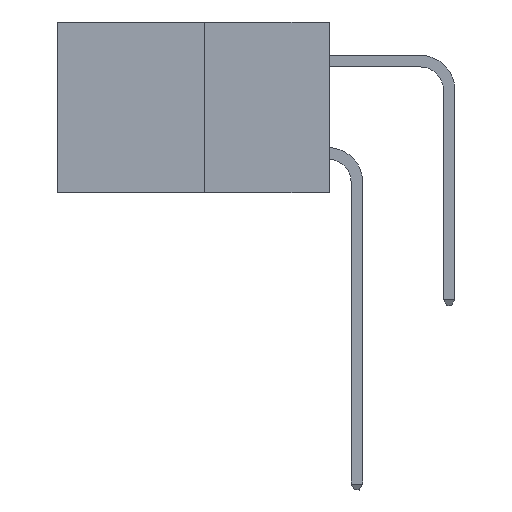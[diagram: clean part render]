
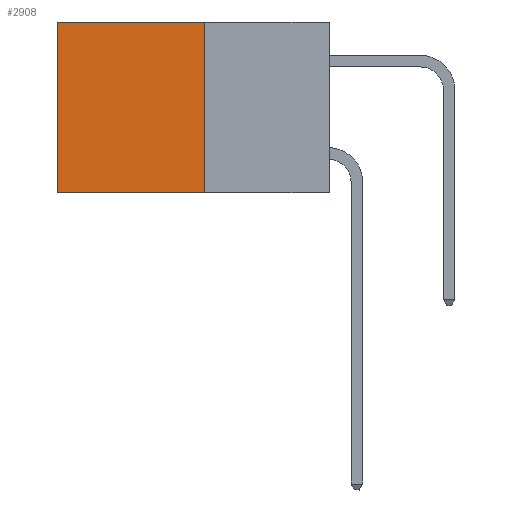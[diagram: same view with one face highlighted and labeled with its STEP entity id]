
A CAD part, left-side view. The second image highlights one B-rep face of the part: STEP entity #2908.
In plain terms, the highlighted planar face has unit normal (-1, 0, 0).
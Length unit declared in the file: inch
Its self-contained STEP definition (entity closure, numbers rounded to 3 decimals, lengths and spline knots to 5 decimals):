
#332 = DIRECTION ( 'NONE',  ( 1., 0., 0. ) ) ;
#1329 = CARTESIAN_POINT ( 'NONE',  ( 0.277, 0.27, -0.37 ) ) ;
#1661 = LINE ( 'NONE', #1329, #8231 ) ;
#1734 = LINE ( 'NONE', #11037, #13176 ) ;
#2259 = PLANE ( 'NONE',  #16019 ) ;
#2880 = ORIENTED_EDGE ( 'NONE', *, *, #18488, .F. ) ;
#2908 = ADVANCED_FACE ( 'NONE', ( #4110 ), #2259, .F. ) ;
#3066 = EDGE_CURVE ( 'NONE', #5237, #10662, #1734, .T. ) ;
#3316 = DIRECTION ( 'NONE',  ( 0., 1., 0. ) ) ;
#4110 = FACE_OUTER_BOUND ( 'NONE', #7194, .T. ) ;
#5237 = VERTEX_POINT ( 'NONE', #10979 ) ;
#6876 = CARTESIAN_POINT ( 'NONE',  ( 0.277, 0.27, -0.37 ) ) ;
#7194 = EDGE_LOOP ( 'NONE', ( #17755, #2880, #8983, #18855 ) ) ;
#7400 = CARTESIAN_POINT ( 'NONE',  ( 0.277, 0.27, 0. ) ) ;
#8231 = VECTOR ( 'NONE', #10352, 39.37008 ) ;
#8925 = VECTOR ( 'NONE', #3316, 39.37008 ) ;
#8983 = ORIENTED_EDGE ( 'NONE', *, *, #18291, .F. ) ;
#10352 = DIRECTION ( 'NONE',  ( 0., 0., -1. ) ) ;
#10662 = VERTEX_POINT ( 'NONE', #15232 ) ;
#10741 = CARTESIAN_POINT ( 'NONE',  ( 0.277, 0.27, -0.37 ) ) ;
#10896 = VERTEX_POINT ( 'NONE', #6876 ) ;
#10947 = DIRECTION ( 'NONE',  ( 0., 0., -1. ) ) ;
#10948 = VERTEX_POINT ( 'NONE', #18504 ) ;
#10979 = CARTESIAN_POINT ( 'NONE',  ( 0.277, 0.59, 0. ) ) ;
#11037 = CARTESIAN_POINT ( 'NONE',  ( 0.277, 0.59, -0.37 ) ) ;
#12301 = CARTESIAN_POINT ( 'NONE',  ( 0.277, 0.27, -0.37 ) ) ;
#13176 = VECTOR ( 'NONE', #10947, 39.37008 ) ;
#13962 = DIRECTION ( 'NONE',  ( 0., 0., -1. ) ) ;
#14194 = VECTOR ( 'NONE', #17552, 39.37008 ) ;
#15232 = CARTESIAN_POINT ( 'NONE',  ( 0.277, 0.59, -0.37 ) ) ;
#15351 = EDGE_CURVE ( 'NONE', #10948, #5237, #17481, .T. ) ;
#16019 = AXIS2_PLACEMENT_3D ( 'NONE', #12301, #332, #13962 ) ;
#16201 = LINE ( 'NONE', #10741, #8925 ) ;
#17481 = LINE ( 'NONE', #7400, #14194 ) ;
#17552 = DIRECTION ( 'NONE',  ( 0., 1., 0. ) ) ;
#17755 = ORIENTED_EDGE ( 'NONE', *, *, #3066, .T. ) ;
#18291 = EDGE_CURVE ( 'NONE', #10948, #10896, #1661, .T. ) ;
#18488 = EDGE_CURVE ( 'NONE', #10896, #10662, #16201, .T. ) ;
#18504 = CARTESIAN_POINT ( 'NONE',  ( 0.277, 0.27, 0. ) ) ;
#18855 = ORIENTED_EDGE ( 'NONE', *, *, #15351, .T. ) ;
